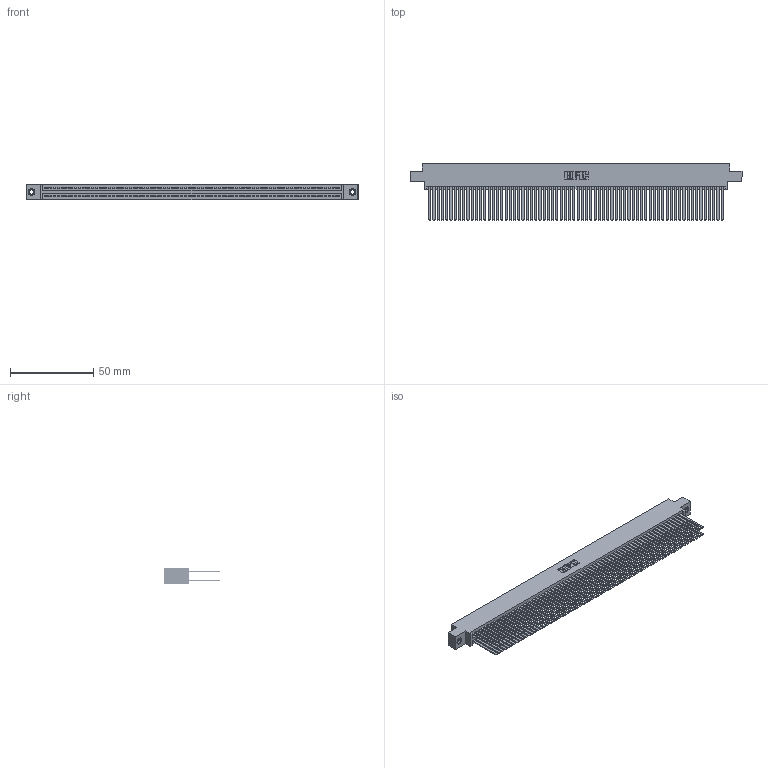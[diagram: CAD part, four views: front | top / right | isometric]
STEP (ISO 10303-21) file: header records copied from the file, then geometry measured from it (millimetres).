
FILE_DESCRIPTION (( 'STEP AP203' ), '1' );
FILE_NAME ('395-140-544-807.STEP', '2019-10-30T02:11:31', ( '' ), ( '' ), 'SwSTEP 2.0', 'SolidWorks 2016', '' );
FILE_SCHEMA (( 'CONFIG_CONTROL_DESIGN' ));
Length unit declared in the file: inch
Products named in the file (4): 345 Part_0.170 Offset - 0.156 Dia-TI; 345-292-001_345-293-144; 345-250-001_345-250-005-103; 395-140-544-807
Assembly tree (143 placements, depth 2):
  395-140-544-807
    345 Part_0.170 Offset - 0.156 Dia-TI
    345-292-001_345-293-144  x140
    345-250-001_345-250-005-103  x2
Bounding box: 199.01 x 33.96 x 9.4 mm (x, y, z)
Volume: 21427.5 mm3; surface area: 38139.1 mm2
Topology: 143 solids, 143 shells, 6350 faces, 18829 edges, 12358 vertices
Faces by surface type: plane 4176, cylinder 2158, cone 12, torus 4
Entity records: 52288 total; most frequent: CARTESIAN_POINT 8719, ORIENTED_EDGE 8646, DIRECTION 7677, EDGE_CURVE 4323, VECTOR 3895, LINE 3895, VERTEX_POINT 2876, AXIS2_PLACEMENT_3D 1891
